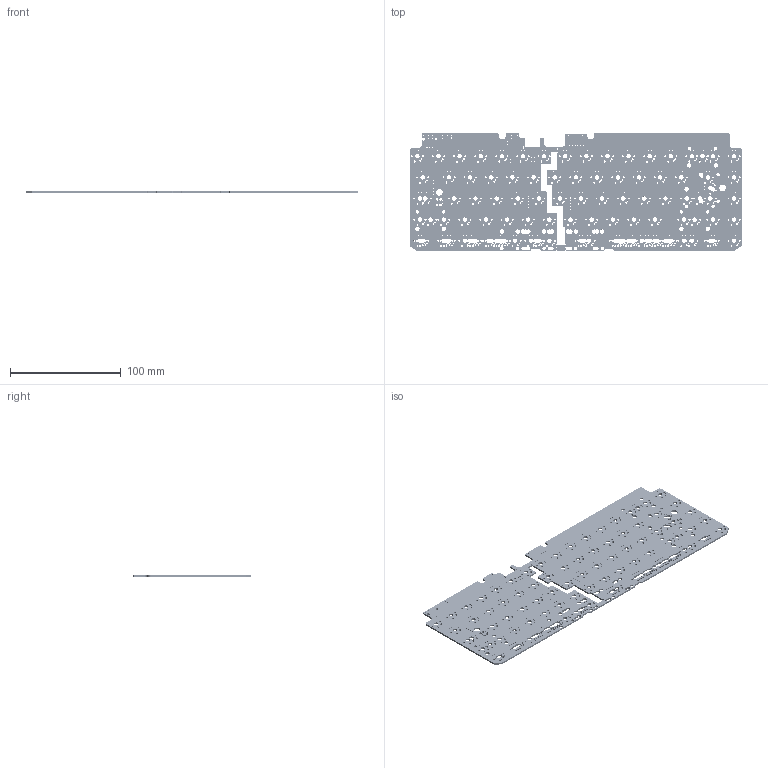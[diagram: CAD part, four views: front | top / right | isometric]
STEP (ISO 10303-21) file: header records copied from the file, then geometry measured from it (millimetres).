
FILE_DESCRIPTION(('FreeCAD Model'),'2;1');
FILE_NAME('TS65.step', '2018-08-18T19:35:49',('kicad StepUp'),('ksu MCAD'), 'Open CASCADE STEP processor 7.3','FreeCAD','Unknown');
FILE_SCHEMA(('AUTOMOTIVE_DESIGN { 1 0 10303 214 1 1 1 1 }'));
Length unit declared in the file: millimetre
Products named in the file (4): TS65; Board_Geoms; Pcb; Step_Models
Assembly tree (3 placements, depth 3):
  TS65
    Board_Geoms
      Pcb
    Step_Models
Bounding box: 299.5 x 105.8 x 1.6 mm (x, y, z)
Volume: 43552.9 mm3; surface area: 64064.7 mm2
Topology: 1 solids, 1 shells, 1620 faces, 4854 edges, 3236 vertices
Faces by surface type: cylinder 1550, plane 70
Full cylindrical faces by diameter (mm): 0.7 x12, 0.8 x178, 0.986 x2, 0.988 x1, 1.001 x11, 1.016 x33, 1.4 x2, 1.5 x184, 1.702 x140, 2.37 x3, 2.372 x1, 2.5 x1, 3.048 x14, 3.988 x79, 6 x2
Entity records: 59925 total; most frequent: DIRECTION 11202, CARTESIAN_POINT 9714, ORIENTED_EDGE 9708, EDGE_CURVE 4854, AXIS2_PLACEMENT_3D 4724, FACE_BOUND 3286, EDGE_LOOP 3286, VERTEX_POINT 3236
